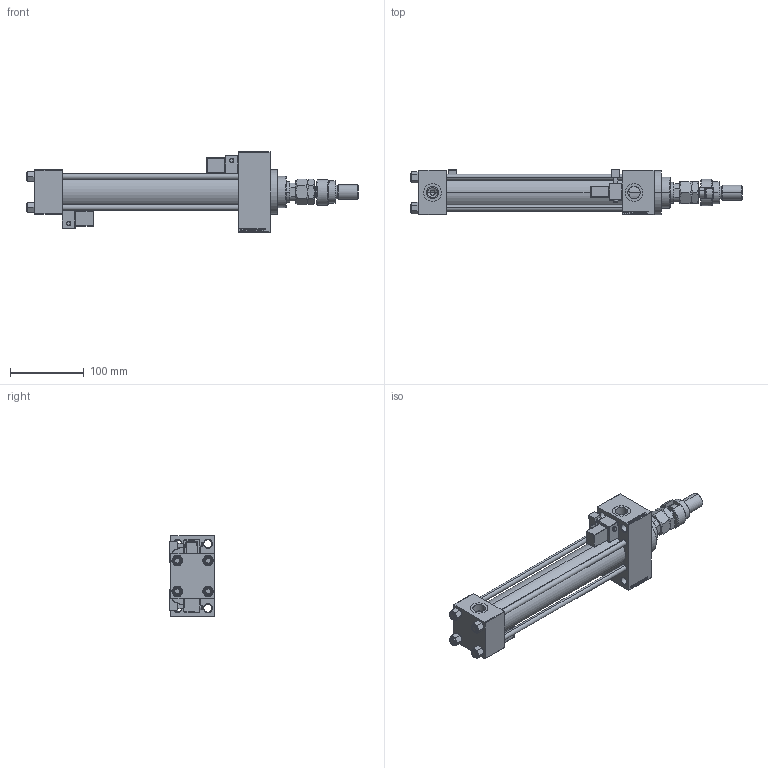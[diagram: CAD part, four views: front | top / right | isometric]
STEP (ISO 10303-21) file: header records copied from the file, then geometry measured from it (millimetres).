
FILE_DESCRIPTION (( 'STEP AP203' ), '1' );
FILE_NAME ('3b6e.STEP', '2022-09-13T23:45:00', ( '' ), ( '' ), 'SwSTEP 2.0', 'SolidWorks 2019', '' );
FILE_SCHEMA (( 'CONFIG_CONTROL_DESIGN' ));
Length unit declared in the file: millimetre
Products named in the file (10): NUT_M5_D 1efecd67e5cd121f87069542348fe2c9; DFA 1efecd67e5cd121f87069542348fe2c9; V215CR_VCP_D 1efecd67e5cd121f87069542348fe2c9; 3b6e; MFA 1efecd67e5cd121f87069542348fe2c9; V215CR_MSU 1efecd67e5cd121f87069542348fe2c9; V215CR_D_TYCINKA 1efecd67e5cd121f87069542348fe2c9; V215_VC_A 1efecd67e5cd121f87069542348fe2c9; FEMALE_PART_FOR_DFA 1efecd67e5cd121f87069542348fe2c9; V215CR_D_Body 1efecd67e5cd121f87069542348fe2c9
Assembly tree (16 placements, depth 3):
  3b6e
    V215CR_D_Body 1efecd67e5cd121f87069542348fe2c9
    V215CR_VCP_D 1efecd67e5cd121f87069542348fe2c9
    NUT_M5_D 1efecd67e5cd121f87069542348fe2c9  x4
    V215CR_D_TYCINKA 1efecd67e5cd121f87069542348fe2c9  x4
    V215_VC_A 1efecd67e5cd121f87069542348fe2c9
    DFA 1efecd67e5cd121f87069542348fe2c9
      FEMALE_PART_FOR_DFA 1efecd67e5cd121f87069542348fe2c9
      MFA 1efecd67e5cd121f87069542348fe2c9
    V215CR_MSU 1efecd67e5cd121f87069542348fe2c9  x2
Bounding box: 449 x 61.9 x 109 mm (x, y, z)
Volume: 838393.8 mm3; surface area: 236966.6 mm2
Topology: 15 solids, 15 shells, 1353 faces, 3319 edges, 2093 vertices
Faces by surface type: plane 588, bspline 368, cone 184, cylinder 165, torus 24, sphere 24
Entity records: 52568 total; most frequent: CARTESIAN_POINT 26202, ORIENTED_EDGE 5748, DIRECTION 4030, EDGE_CURVE 2874, VERTEX_POINT 1853, LINE 1668, VECTOR 1668, EDGE_LOOP 1293
